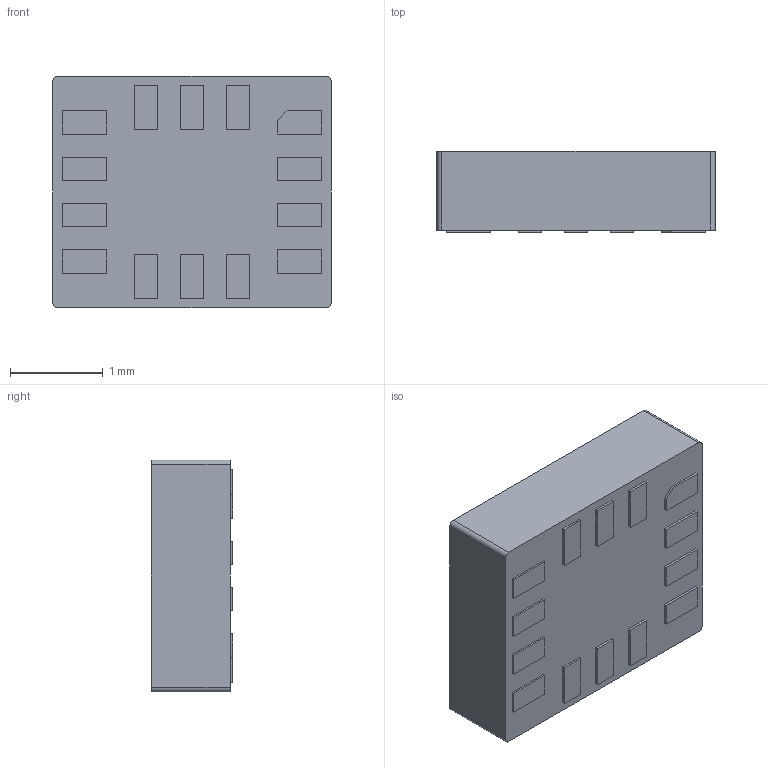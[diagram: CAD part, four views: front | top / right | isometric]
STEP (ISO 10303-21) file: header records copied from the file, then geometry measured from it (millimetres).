
FILE_DESCRIPTION (( 'STEP AP214' ), '1' );
FILE_NAME ('User Library-LGA-14L.STEP', '2020-02-19T11:00:22', ( '' ), ( '' ), 'SwSTEP 2.0', 'SolidWorks 2019', '' );
FILE_SCHEMA (( 'AUTOMOTIVE_DESIGN' ));
Length unit declared in the file: millimetre
Products named in the file (1): User Library-LGA-14L
Bounding box: 3 x 0.88 x 2.5 mm (x, y, z)
Volume: 6.4 mm3; surface area: 24.8 mm2
Topology: 1 solids, 1 shells, 84 faces, 201 edges, 134 vertices
Faces by surface type: plane 78, cylinder 4, bspline 2
Entity records: 6930 total; most frequent: CARTESIAN_POINT 4032, ORIENTED_EDGE 402, DIRECTION 369, EDGE_CURVE 201, VECTOR 187, LINE 187, VERTEX_POINT 134, EDGE_LOOP 99
